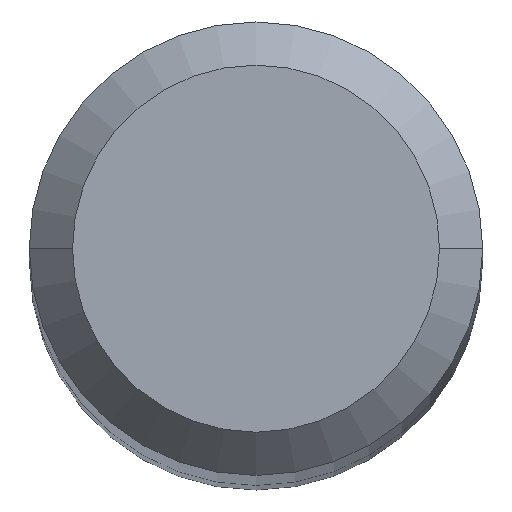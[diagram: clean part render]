
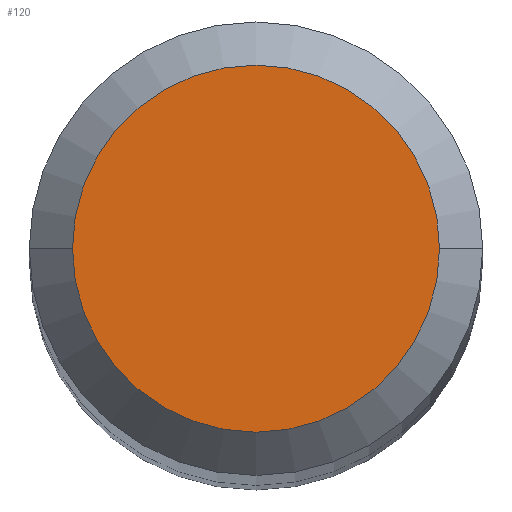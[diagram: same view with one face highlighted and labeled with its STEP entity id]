
A CAD part, top view. The second image highlights one B-rep face of the part: STEP entity #120.
In plain terms, the highlighted planar face has unit normal (0, 0, 1).
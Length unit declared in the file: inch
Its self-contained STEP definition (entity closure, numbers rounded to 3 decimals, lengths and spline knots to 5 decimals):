
#3 = ORIENTED_EDGE ( 'NONE', *, *, #126, .T. ) ;
#14 = DIRECTION ( 'NONE',  ( 0., 0., 1. ) ) ;
#22 = CARTESIAN_POINT ( 'NONE',  ( 0., 0., 2.95276 ) ) ;
#37 = FACE_OUTER_BOUND ( 'NONE', #95, .T. ) ;
#49 = CIRCLE ( 'NONE', #269, 0.06374 ) ;
#60 = AXIS2_PLACEMENT_3D ( 'NONE', #173, #83, #241 ) ;
#83 = DIRECTION ( 'NONE',  ( 0., 0., 1. ) ) ;
#87 = DIRECTION ( 'NONE',  ( 1., 0., 0. ) ) ;
#90 = DIRECTION ( 'NONE',  ( 1., 0., 0. ) ) ;
#95 = EDGE_LOOP ( 'NONE', ( #3, #185 ) ) ;
#100 = AXIS2_PLACEMENT_3D ( 'NONE', #149, #14, #87 ) ;
#120 = ADVANCED_FACE ( 'NONE', ( #37 ), #134, .T. ) ;
#126 = EDGE_CURVE ( 'NONE', #297, #201, #223, .T. ) ;
#134 = PLANE ( 'NONE',  #60 ) ;
#149 = CARTESIAN_POINT ( 'NONE',  ( 0., 0., 2.95276 ) ) ;
#173 = CARTESIAN_POINT ( 'NONE',  ( 0., 0., 2.95276 ) ) ;
#182 = DIRECTION ( 'NONE',  ( 0., 0., 1. ) ) ;
#185 = ORIENTED_EDGE ( 'NONE', *, *, #281, .T. ) ;
#201 = VERTEX_POINT ( 'NONE', #279 ) ;
#223 = CIRCLE ( 'NONE', #100, 0.06374 ) ;
#241 = DIRECTION ( 'NONE',  ( 1., 0., 0. ) ) ;
#269 = AXIS2_PLACEMENT_3D ( 'NONE', #22, #182, #90 ) ;
#279 = CARTESIAN_POINT ( 'NONE',  ( 0.06374, 0., 2.95276 ) ) ;
#281 = EDGE_CURVE ( 'NONE', #201, #297, #49, .T. ) ;
#297 = VERTEX_POINT ( 'NONE', #298 ) ;
#298 = CARTESIAN_POINT ( 'NONE',  ( -0.06374, 0., 2.95276 ) ) ;
